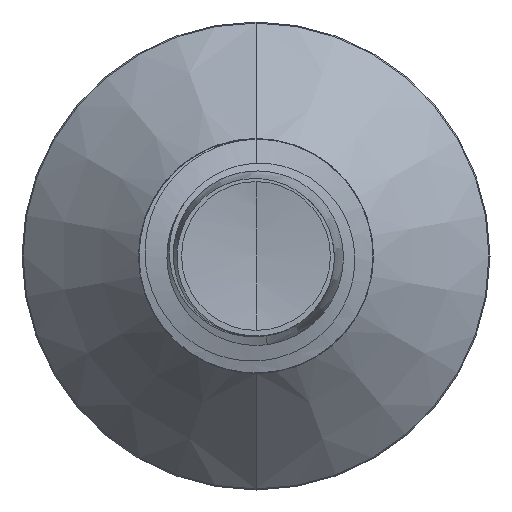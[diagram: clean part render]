
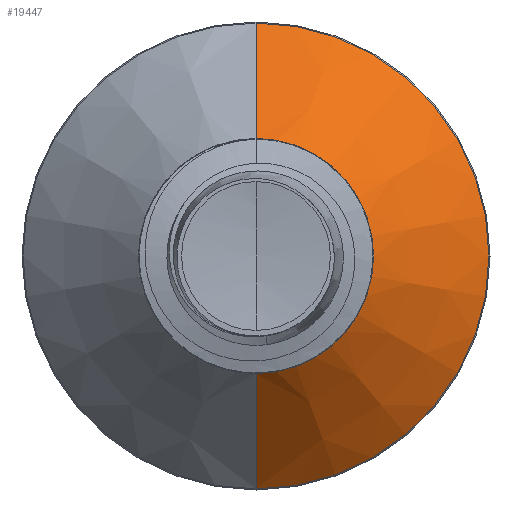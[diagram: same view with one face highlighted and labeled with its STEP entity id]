
A CAD part, front view. The second image highlights one B-rep face of the part: STEP entity #19447.
In plain terms, the highlighted conical face has half-angle 45 degrees and reference radius 1.256 mm.
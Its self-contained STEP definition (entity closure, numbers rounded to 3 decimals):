
#217 = EDGE_CURVE ( 'NONE', #13121, #11267, #17379, .T. ) ;
#799 = CARTESIAN_POINT ( 'NONE',  ( 0., 5.939, -2.489 ) ) ;
#1517 = CARTESIAN_POINT ( 'NONE',  ( 0., 4.706, -1.256 ) ) ;
#2062 = DIRECTION ( 'NONE',  ( 0., 0.707, -0.707 ) ) ;
#3502 = FACE_OUTER_BOUND ( 'NONE', #17447, .T. ) ;
#3655 = EDGE_CURVE ( 'NONE', #9111, #9058, #17610, .T. ) ;
#3972 = DIRECTION ( 'NONE',  ( 0., 1., 0. ) ) ;
#4936 = CARTESIAN_POINT ( 'NONE',  ( 0., 5.939, 2.489 ) ) ;
#4964 = AXIS2_PLACEMENT_3D ( 'NONE', #8593, #21102, #6913 ) ;
#5100 = EDGE_CURVE ( 'NONE', #9111, #13121, #6467, .T. ) ;
#5829 = CARTESIAN_POINT ( 'NONE',  ( 0., 4.706, 0. ) ) ;
#6467 = CIRCLE ( 'NONE', #7462, 1.256 ) ;
#6838 = ORIENTED_EDGE ( 'NONE', *, *, #7432, .F. ) ;
#6913 = DIRECTION ( 'NONE',  ( 0., 0., 1. ) ) ;
#6965 = ORIENTED_EDGE ( 'NONE', *, *, #3655, .F. ) ;
#7161 = DIRECTION ( 'NONE',  ( 0., 0.707, 0.707 ) ) ;
#7432 = EDGE_CURVE ( 'NONE', #9058, #11267, #15710, .T. ) ;
#7458 = DIRECTION ( 'NONE',  ( 0., 0., 1. ) ) ;
#7462 = AXIS2_PLACEMENT_3D ( 'NONE', #5829, #16932, #7458 ) ;
#8593 = CARTESIAN_POINT ( 'NONE',  ( 0., 4.706, 0. ) ) ;
#9058 = VERTEX_POINT ( 'NONE', #4936 ) ;
#9111 = VERTEX_POINT ( 'NONE', #19284 ) ;
#10577 = ORIENTED_EDGE ( 'NONE', *, *, #217, .T. ) ;
#11044 = AXIS2_PLACEMENT_3D ( 'NONE', #13691, #3972, #15236 ) ;
#11267 = VERTEX_POINT ( 'NONE', #799 ) ;
#13121 = VERTEX_POINT ( 'NONE', #20507 ) ;
#13565 = VECTOR ( 'NONE', #7161, 1000. ) ;
#13691 = CARTESIAN_POINT ( 'NONE',  ( 0., 5.939, 0. ) ) ;
#15236 = DIRECTION ( 'NONE',  ( 0., 0., 1. ) ) ;
#15364 = CONICAL_SURFACE ( 'NONE', #4964, 1.256, 0.785 ) ;
#15710 = CIRCLE ( 'NONE', #11044, 2.489 ) ;
#16670 = CARTESIAN_POINT ( 'NONE',  ( 0., 4.706, 1.256 ) ) ;
#16902 = ORIENTED_EDGE ( 'NONE', *, *, #5100, .T. ) ;
#16932 = DIRECTION ( 'NONE',  ( 0., 1., 0. ) ) ;
#17379 = LINE ( 'NONE', #1517, #20530 ) ;
#17447 = EDGE_LOOP ( 'NONE', ( #16902, #10577, #6838, #6965 ) ) ;
#17610 = LINE ( 'NONE', #16670, #13565 ) ;
#19284 = CARTESIAN_POINT ( 'NONE',  ( 0., 4.706, 1.256 ) ) ;
#19447 = ADVANCED_FACE ( 'NONE', ( #3502 ), #15364, .T. ) ;
#20507 = CARTESIAN_POINT ( 'NONE',  ( 0., 4.706, -1.256 ) ) ;
#20530 = VECTOR ( 'NONE', #2062, 1000. ) ;
#21102 = DIRECTION ( 'NONE',  ( 0., 1., 0. ) ) ;
